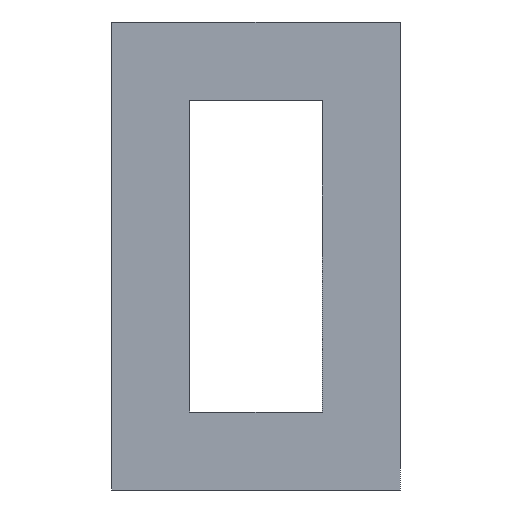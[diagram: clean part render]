
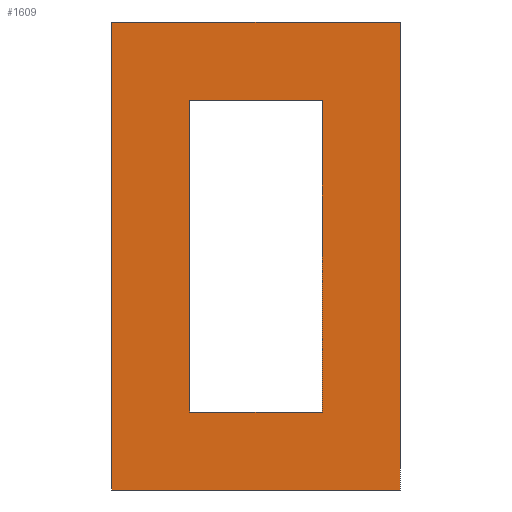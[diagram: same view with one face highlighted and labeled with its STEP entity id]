
A CAD part, front view. The second image highlights one B-rep face of the part: STEP entity #1609.
In plain terms, the highlighted planar face has unit normal (0, -1, 0).
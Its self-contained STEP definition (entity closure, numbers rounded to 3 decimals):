
#64 = EDGE_CURVE ( 'NONE', #1424, #2274, #1156, .T. ) ;
#102 = EDGE_LOOP ( 'NONE', ( #2240, #491, #846, #560 ) ) ;
#110 = VECTOR ( 'NONE', #2018, 1000. ) ;
#157 = VECTOR ( 'NONE', #693, 1000. ) ;
#184 = VECTOR ( 'NONE', #2261, 1000. ) ;
#212 = EDGE_CURVE ( 'NONE', #1652, #1218, #835, .T. ) ;
#370 = EDGE_CURVE ( 'NONE', #1398, #1424, #863, .T. ) ;
#448 = CARTESIAN_POINT ( 'NONE',  ( 81.997, -5.484, 0.794 ) ) ;
#466 = CARTESIAN_POINT ( 'NONE',  ( 63.497, -5.484, 0.794 ) ) ;
#491 = ORIENTED_EDGE ( 'NONE', *, *, #691, .T. ) ;
#515 = CARTESIAN_POINT ( 'NONE',  ( 68.497, -5.484, -4.206 ) ) ;
#560 = ORIENTED_EDGE ( 'NONE', *, *, #640, .T. ) ;
#568 = EDGE_CURVE ( 'NONE', #934, #1992, #1464, .T. ) ;
#572 = CARTESIAN_POINT ( 'NONE',  ( 76.997, -5.484, -4.206 ) ) ;
#617 = LINE ( 'NONE', #2090, #1035 ) ;
#640 = EDGE_CURVE ( 'NONE', #1992, #1652, #2147, .T. ) ;
#691 = EDGE_CURVE ( 'NONE', #1218, #934, #2200, .T. ) ;
#693 = DIRECTION ( 'NONE',  ( 1., 0., 0. ) ) ;
#711 = EDGE_CURVE ( 'NONE', #2274, #1858, #1719, .T. ) ;
#715 = DIRECTION ( 'NONE',  ( 0., -1., 0. ) ) ;
#768 = ORIENTED_EDGE ( 'NONE', *, *, #370, .T. ) ;
#835 = LINE ( 'NONE', #1119, #1436 ) ;
#846 = ORIENTED_EDGE ( 'NONE', *, *, #568, .T. ) ;
#863 = LINE ( 'NONE', #466, #1983 ) ;
#869 = FACE_BOUND ( 'NONE', #102, .T. ) ;
#906 = CARTESIAN_POINT ( 'NONE',  ( 76.997, -5.484, -24.206 ) ) ;
#934 = VERTEX_POINT ( 'NONE', #1591 ) ;
#1012 = CARTESIAN_POINT ( 'NONE',  ( 68.497, -5.484, -24.206 ) ) ;
#1035 = VECTOR ( 'NONE', #1353, 1000. ) ;
#1098 = CARTESIAN_POINT ( 'NONE',  ( 0., -5.484, 0. ) ) ;
#1119 = CARTESIAN_POINT ( 'NONE',  ( 76.997, -5.484, -24.206 ) ) ;
#1156 = LINE ( 'NONE', #1443, #1816 ) ;
#1164 = DIRECTION ( 'NONE',  ( 0., 0., -1. ) ) ;
#1187 = CARTESIAN_POINT ( 'NONE',  ( 76.997, -5.484, -4.206 ) ) ;
#1218 = VERTEX_POINT ( 'NONE', #2216 ) ;
#1248 = DIRECTION ( 'NONE',  ( 1., 0., 0. ) ) ;
#1289 = DIRECTION ( 'NONE',  ( 1., 0., 0. ) ) ;
#1317 = ORIENTED_EDGE ( 'NONE', *, *, #1423, .T. ) ;
#1321 = DIRECTION ( 'NONE',  ( -1., 0., 0. ) ) ;
#1353 = DIRECTION ( 'NONE',  ( -1., 0., 0. ) ) ;
#1398 = VERTEX_POINT ( 'NONE', #2102 ) ;
#1423 = EDGE_CURVE ( 'NONE', #1858, #1398, #617, .T. ) ;
#1424 = VERTEX_POINT ( 'NONE', #2246 ) ;
#1436 = VECTOR ( 'NONE', #1321, 1000. ) ;
#1443 = CARTESIAN_POINT ( 'NONE',  ( 63.497, -5.484, -29.206 ) ) ;
#1464 = LINE ( 'NONE', #515, #157 ) ;
#1591 = CARTESIAN_POINT ( 'NONE',  ( 68.497, -5.484, -4.206 ) ) ;
#1609 = ADVANCED_FACE ( 'NONE', ( #869, #1700 ), #1989, .T. ) ;
#1652 = VERTEX_POINT ( 'NONE', #906 ) ;
#1700 = FACE_OUTER_BOUND ( 'NONE', #2298, .T. ) ;
#1719 = LINE ( 'NONE', #1889, #184 ) ;
#1735 = ORIENTED_EDGE ( 'NONE', *, *, #711, .T. ) ;
#1767 = AXIS2_PLACEMENT_3D ( 'NONE', #1098, #715, #1248 ) ;
#1816 = VECTOR ( 'NONE', #1289, 1000. ) ;
#1858 = VERTEX_POINT ( 'NONE', #448 ) ;
#1889 = CARTESIAN_POINT ( 'NONE',  ( 81.997, -5.484, 0.794 ) ) ;
#1953 = VECTOR ( 'NONE', #2234, 1000. ) ;
#1983 = VECTOR ( 'NONE', #1164, 1000. ) ;
#1989 = PLANE ( 'NONE',  #1767 ) ;
#1992 = VERTEX_POINT ( 'NONE', #1187 ) ;
#2018 = DIRECTION ( 'NONE',  ( 0., 0., -1. ) ) ;
#2033 = ORIENTED_EDGE ( 'NONE', *, *, #64, .T. ) ;
#2090 = CARTESIAN_POINT ( 'NONE',  ( 63.497, -5.484, 0.794 ) ) ;
#2102 = CARTESIAN_POINT ( 'NONE',  ( 63.497, -5.484, 0.794 ) ) ;
#2147 = LINE ( 'NONE', #572, #110 ) ;
#2199 = CARTESIAN_POINT ( 'NONE',  ( 81.997, -5.484, -29.206 ) ) ;
#2200 = LINE ( 'NONE', #1012, #1953 ) ;
#2216 = CARTESIAN_POINT ( 'NONE',  ( 68.497, -5.484, -24.206 ) ) ;
#2234 = DIRECTION ( 'NONE',  ( 0., 0., 1. ) ) ;
#2240 = ORIENTED_EDGE ( 'NONE', *, *, #212, .T. ) ;
#2246 = CARTESIAN_POINT ( 'NONE',  ( 63.497, -5.484, -29.206 ) ) ;
#2261 = DIRECTION ( 'NONE',  ( 0., 0., 1. ) ) ;
#2274 = VERTEX_POINT ( 'NONE', #2199 ) ;
#2298 = EDGE_LOOP ( 'NONE', ( #2033, #1735, #1317, #768 ) ) ;
